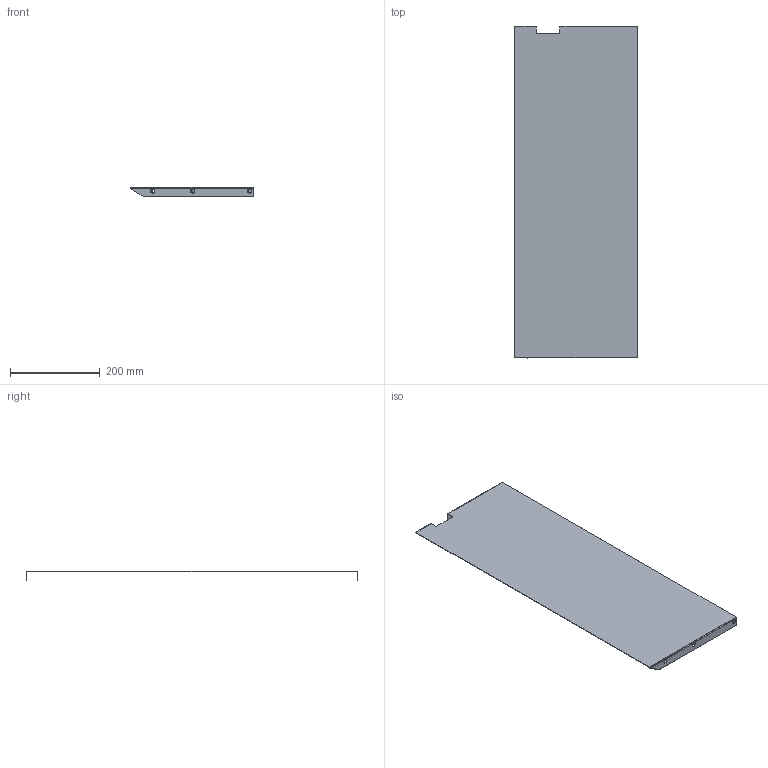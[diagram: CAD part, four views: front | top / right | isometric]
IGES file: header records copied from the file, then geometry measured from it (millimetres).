
Start section: SolidWorks IGES file using analytic representation for surfaces
Global section: file name: D1101796_AdLIGO_AOS_SLC ARM Cavity Baffle Center, Mirror Skin.IGS; native system: SolidWorks 2010; preprocessor: SolidWorks 2010; author: mruiz; date: 110919.163732; units: inch
Bounding box: 273.05 x 739.55 x 20.27 mm (x, y, z)
Surface area: 421460.4 mm2 (no closed solid volume)
Topology: 0 solids, 0 shells, 48 faces, 676 edges, 676 vertices
Faces by surface type: revolution 24, bspline 24
